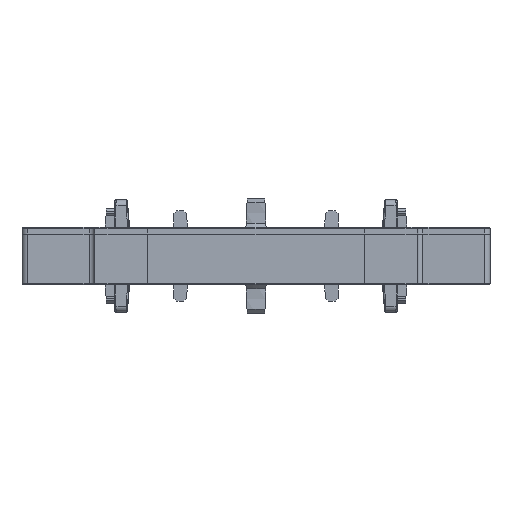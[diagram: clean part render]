
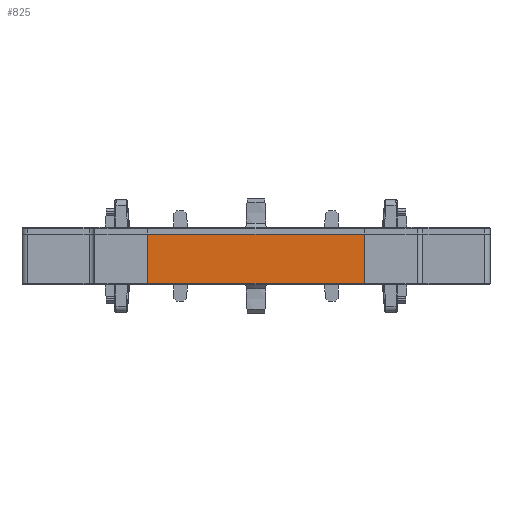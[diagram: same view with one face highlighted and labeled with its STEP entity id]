
A CAD part, front view. The second image highlights one B-rep face of the part: STEP entity #825.
In plain terms, the highlighted planar face has unit normal (0, -1, 0).
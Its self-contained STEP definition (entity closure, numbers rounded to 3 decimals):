
#432=PLANE('',#8597);
#825=ADVANCED_FACE('',(#1334),#432,.F.);
#1334=FACE_OUTER_BOUND('',#1740,.T.);
#1740=EDGE_LOOP('',(#4585,#4586,#4587,#4588));
#2106=LINE('',#12548,#3053);
#2108=LINE('',#12554,#3055);
#2343=LINE('',#13132,#3290);
#2346=LINE('',#13138,#3293);
#3053=VECTOR('',#9237,1.);
#3055=VECTOR('',#9243,1.);
#3290=VECTOR('',#9788,1.);
#3293=VECTOR('',#9793,1.);
#4585=ORIENTED_EDGE('',*,*,#7050,.F.);
#4586=ORIENTED_EDGE('',*,*,#7047,.F.);
#4587=ORIENTED_EDGE('',*,*,#7341,.T.);
#4588=ORIENTED_EDGE('',*,*,#7338,.F.);
#6079=VERTEX_POINT('',#12545);
#6080=VERTEX_POINT('',#12547);
#6083=VERTEX_POINT('',#12555);
#6271=VERTEX_POINT('',#13133);
#7047=EDGE_CURVE('',#6080,#6079,#2106,.T.);
#7050=EDGE_CURVE('',#6079,#6083,#2108,.T.);
#7338=EDGE_CURVE('',#6083,#6271,#2343,.T.);
#7341=EDGE_CURVE('',#6080,#6271,#2346,.T.);
#8597=AXIS2_PLACEMENT_3D('',#13139,#9794,#9795);
#9237=DIRECTION('',(0.,0.,-1.));
#9243=DIRECTION('',(-1.,0.,0.));
#9788=DIRECTION('',(0.,0.,1.));
#9793=DIRECTION('',(-1.,0.,0.));
#9794=DIRECTION('',(0.,1.,0.));
#9795=DIRECTION('',(0.,0.,-1.));
#12545=CARTESIAN_POINT('',(18.25,-32.347,-3.527));
#12547=CARTESIAN_POINT('',(18.25,-32.347,5.073));
#12548=CARTESIAN_POINT('',(18.25,-32.347,-3.727));
#12554=CARTESIAN_POINT('',(-9.875,-32.347,-3.527));
#12555=CARTESIAN_POINT('',(-19.25,-32.347,-3.527));
#13132=CARTESIAN_POINT('',(-19.25,-32.347,-2.527));
#13133=CARTESIAN_POINT('',(-19.25,-32.347,5.073));
#13138=CARTESIAN_POINT('',(-19.25,-32.347,5.073));
#13139=CARTESIAN_POINT('',(-19.25,-32.347,-3.727));
